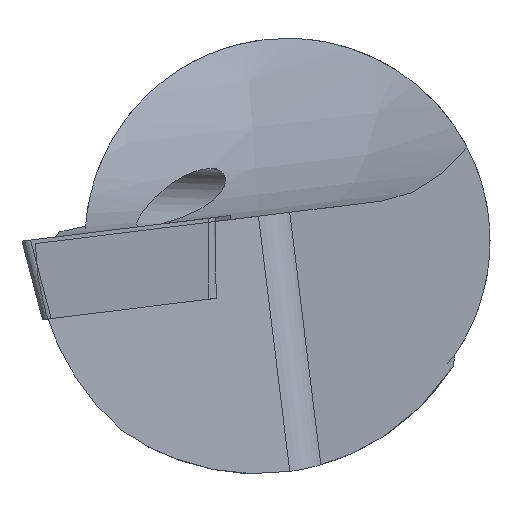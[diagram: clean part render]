
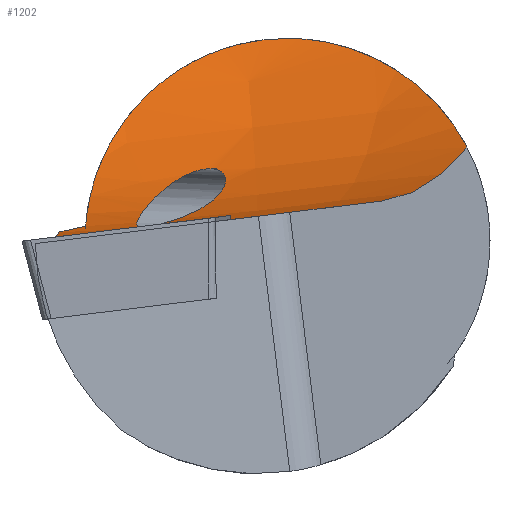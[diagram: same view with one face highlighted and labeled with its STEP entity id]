
A CAD part, front view. The second image highlights one B-rep face of the part: STEP entity #1202.
In plain terms, the highlighted toroidal (fillet/blend) face has major radius 15 mm and minor radius 20 mm.
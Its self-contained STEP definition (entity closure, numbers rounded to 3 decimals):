
#18=DEGENERATE_TOROIDAL_SURFACE('',#1341,15.,20.,.T.);
#34=B_SPLINE_CURVE_WITH_KNOTS('',3,(#1885,#1886,#1887,#1888,#1889,#1890,
#1891,#1892,#1893,#1894,#1895,#1896,#1897,#1898),.UNSPECIFIED.,.F.,.F.,
(4,1,1,1,1,1,1,1,1,1,1,4),(0.,0.005,0.009,0.012,
0.014,0.016,0.019,0.021,
0.023,0.028,0.032,0.037),
 .UNSPECIFIED.);
#35=B_SPLINE_CURVE_WITH_KNOTS('',3,(#1905,#1906,#1907,#1908,#1909,#1910,
#1911,#1912,#1913,#1914,#1915,#1916,#1917,#1918,#1919,#1920,#1921,#1922,
#1923,#1924,#1925,#1926,#1927,#1928,#1929,#1930,#1931,#1932,#1933,#1934,
#1935,#1936),.UNSPECIFIED.,.T.,.F.,(1,1,1,1,1,1,1,1,1,1,1,1,1,1,1,1,1,1,
1,1,1,1,1,1,1,1,1,1,1,1,1,1,1,1,1,1),(-0.003,-0.001,
-0.001,0.,0.001,0.001,
0.002,0.003,0.003,0.004,
0.005,0.006,0.008,0.009,
0.009,0.01,0.011,0.011,
0.011,0.012,0.012,0.012,
0.012,0.013,0.013,0.014,
0.015,0.015,0.016,0.018,
0.019,0.02,0.02,0.021,
0.021,0.022),.UNSPECIFIED.);
#36=B_SPLINE_CURVE_WITH_KNOTS('',3,(#1938,#1939,#1940,#1941),
 .UNSPECIFIED.,.F.,.F.,(4,4),(0.,0.002),.UNSPECIFIED.);
#37=B_SPLINE_CURVE_WITH_KNOTS('',3,(#1943,#1944,#1945,#1946),
 .UNSPECIFIED.,.F.,.F.,(4,4),(0.,0.004),.UNSPECIFIED.);
#38=B_SPLINE_CURVE_WITH_KNOTS('',3,(#1948,#1949,#1950,#1951),
 .UNSPECIFIED.,.F.,.F.,(4,4),(0.009,0.011),
 .UNSPECIFIED.);
#39=B_SPLINE_CURVE_WITH_KNOTS('',3,(#1955,#1956,#1957,#1958,#1959),
 .UNSPECIFIED.,.F.,.F.,(4,1,4),(0.,0.005,0.009),
 .UNSPECIFIED.);
#337=ORIENTED_EDGE('',*,*,#655,.T.);
#338=ORIENTED_EDGE('',*,*,#652,.T.);
#339=ORIENTED_EDGE('',*,*,#656,.T.);
#340=ORIENTED_EDGE('',*,*,#657,.T.);
#341=ORIENTED_EDGE('',*,*,#658,.T.);
#342=ORIENTED_EDGE('',*,*,#659,.T.);
#343=ORIENTED_EDGE('',*,*,#660,.T.);
#652=EDGE_CURVE('',#817,#816,#34,.T.);
#655=EDGE_CURVE('',#819,#819,#35,.T.);
#656=EDGE_CURVE('',#816,#820,#36,.T.);
#657=EDGE_CURVE('',#820,#821,#37,.T.);
#658=EDGE_CURVE('',#821,#822,#38,.T.);
#659=EDGE_CURVE('',#822,#823,#930,.T.);
#660=EDGE_CURVE('',#823,#817,#39,.T.);
#816=VERTEX_POINT('',#1884);
#817=VERTEX_POINT('',#1899);
#819=VERTEX_POINT('',#1937);
#820=VERTEX_POINT('',#1942);
#821=VERTEX_POINT('',#1947);
#822=VERTEX_POINT('',#1952);
#823=VERTEX_POINT('',#1954);
#930=CIRCLE('',#1342,15.);
#991=EDGE_LOOP('',(#337));
#992=EDGE_LOOP('',(#338,#339,#340,#341,#342,#343));
#1087=FACE_BOUND('',#991,.T.);
#1088=FACE_BOUND('',#992,.T.);
#1202=ADVANCED_FACE('',(#1087,#1088),#18,.F.);
#1341=AXIS2_PLACEMENT_3D('',#1904,#1521,#1522);
#1342=AXIS2_PLACEMENT_3D('',#1953,#1523,#1524);
#1521=DIRECTION('',(0.,0.122,0.993));
#1522=DIRECTION('',(0.,0.993,-0.122));
#1523=DIRECTION('',(0.,-0.122,-0.993));
#1524=DIRECTION('',(0.,0.993,-0.122));
#1884=CARTESIAN_POINT('',(15.,49.974,0.725));
#1885=CARTESIAN_POINT('',(18.188,31.139,4.636));
#1886=CARTESIAN_POINT('',(19.623,31.43,5.191));
#1887=CARTESIAN_POINT('',(22.318,32.225,6.48));
#1888=CARTESIAN_POINT('',(25.24,34.2,8.31));
#1889=CARTESIAN_POINT('',(27.02,36.538,9.457));
#1890=CARTESIAN_POINT('',(27.981,38.641,9.993));
#1891=CARTESIAN_POINT('',(28.461,40.974,10.046));
#1892=CARTESIAN_POINT('',(28.383,43.298,9.538));
#1893=CARTESIAN_POINT('',(27.748,45.364,8.536));
#1894=CARTESIAN_POINT('',(26.265,47.556,6.785));
#1895=CARTESIAN_POINT('',(23.533,49.151,4.368));
#1896=CARTESIAN_POINT('',(19.488,49.852,2.032));
#1897=CARTESIAN_POINT('',(16.531,49.949,1.06));
#1898=CARTESIAN_POINT('',(15.,49.974,0.725));
#1899=CARTESIAN_POINT('',(18.188,31.139,4.636));
#1904=CARTESIAN_POINT('',(-3.,44.495,20.993));
#1905=CARTESIAN_POINT('',(20.841,45.647,2.893));
#1906=CARTESIAN_POINT('',(21.275,45.252,3.139));
#1907=CARTESIAN_POINT('',(21.639,44.785,3.367));
#1908=CARTESIAN_POINT('',(21.9,44.22,3.557));
#1909=CARTESIAN_POINT('',(21.846,43.525,3.586));
#1910=CARTESIAN_POINT('',(21.327,43.134,3.338));
#1911=CARTESIAN_POINT('',(20.755,43.045,3.056));
#1912=CARTESIAN_POINT('',(19.988,43.098,2.69));
#1913=CARTESIAN_POINT('',(19.046,43.37,2.272));
#1914=CARTESIAN_POINT('',(17.95,43.852,1.844));
#1915=CARTESIAN_POINT('',(16.881,44.437,1.484));
#1916=CARTESIAN_POINT('',(16.018,44.982,1.235));
#1917=CARTESIAN_POINT('',(15.343,45.455,1.062));
#1918=CARTESIAN_POINT('',(14.848,45.831,0.944));
#1919=CARTESIAN_POINT('',(14.45,46.171,0.853));
#1920=CARTESIAN_POINT('',(14.152,46.472,0.786));
#1921=CARTESIAN_POINT('',(13.958,46.718,0.739));
#1922=CARTESIAN_POINT('',(13.831,46.964,0.702));
#1923=CARTESIAN_POINT('',(13.883,47.183,0.69));
#1924=CARTESIAN_POINT('',(14.053,47.326,0.701));
#1925=CARTESIAN_POINT('',(14.31,47.401,0.732));
#1926=CARTESIAN_POINT('',(14.724,47.455,0.793));
#1927=CARTESIAN_POINT('',(15.247,47.455,0.889));
#1928=CARTESIAN_POINT('',(15.86,47.409,1.022));
#1929=CARTESIAN_POINT('',(16.465,47.329,1.173));
#1930=CARTESIAN_POINT('',(17.259,47.186,1.396));
#1931=CARTESIAN_POINT('',(18.236,46.941,1.719));
#1932=CARTESIAN_POINT('',(19.342,46.542,2.157));
#1933=CARTESIAN_POINT('',(20.206,46.097,2.56));
#1934=CARTESIAN_POINT('',(20.841,45.647,2.893));
#1935=CARTESIAN_POINT('',(21.275,45.252,3.139));
#1936=CARTESIAN_POINT('',(21.639,44.785,3.367));
#1937=CARTESIAN_POINT('',(21.263,45.24,3.136));
#1938=CARTESIAN_POINT('',(15.,49.974,0.725));
#1939=CARTESIAN_POINT('',(14.569,50.414,0.619));
#1940=CARTESIAN_POINT('',(14.134,50.854,0.523));
#1941=CARTESIAN_POINT('',(13.698,51.293,0.434));
#1942=CARTESIAN_POINT('',(13.698,51.293,0.434));
#1943=CARTESIAN_POINT('',(13.698,51.293,0.434));
#1944=CARTESIAN_POINT('',(12.348,51.421,0.186));
#1945=CARTESIAN_POINT('',(10.987,51.539,0.044));
#1946=CARTESIAN_POINT('',(9.619,51.658,-0.016));
#1947=CARTESIAN_POINT('',(9.619,51.658,-0.016));
#1948=CARTESIAN_POINT('',(9.619,51.658,-0.016));
#1949=CARTESIAN_POINT('',(9.67,51.058,0.042));
#1950=CARTESIAN_POINT('',(9.722,50.459,0.11));
#1951=CARTESIAN_POINT('',(9.775,49.861,0.184));
#1952=CARTESIAN_POINT('',(9.775,49.861,0.184));
#1953=CARTESIAN_POINT('',(-3.,42.058,1.142));
#1954=CARTESIAN_POINT('',(10.39,35.348,1.966));
#1955=CARTESIAN_POINT('',(10.39,35.348,1.966));
#1956=CARTESIAN_POINT('',(11.748,34.569,2.061));
#1957=CARTESIAN_POINT('',(14.407,33.09,2.605));
#1958=CARTESIAN_POINT('',(16.975,31.749,3.851));
#1959=CARTESIAN_POINT('',(18.188,31.139,4.636));
